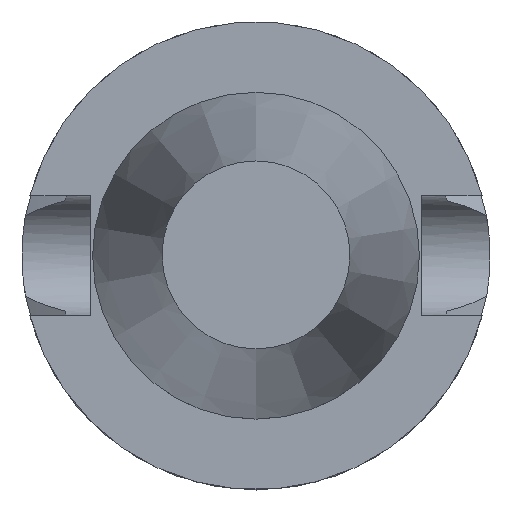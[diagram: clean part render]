
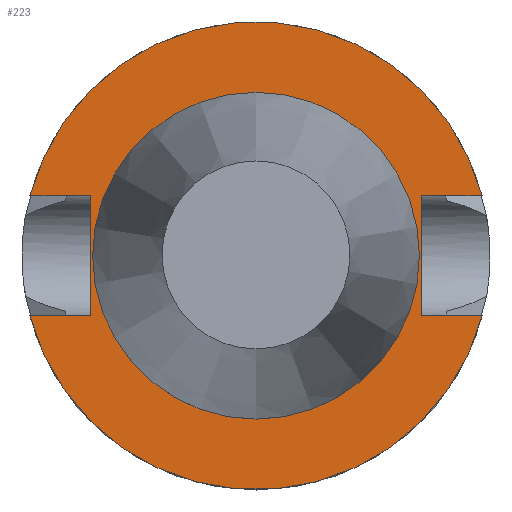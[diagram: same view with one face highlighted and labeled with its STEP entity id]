
A CAD part, top view. The second image highlights one B-rep face of the part: STEP entity #223.
In plain terms, the highlighted planar face has unit normal (0, 0, 1).
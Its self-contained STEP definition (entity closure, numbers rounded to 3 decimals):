
#119=EDGE_CURVE('240[2]',#347,#348,#349,.T.);
#132=EDGE_CURVE('240[2]',#348,#370,#371,.T.);
#145=EDGE_CURVE('240[2]',#391,#366,#392,.T.);
#223=ADVANCED_FACE('240[2]',(#505,#506),#507,.T.);
#244=EDGE_CURVE('240[2]',#535,#535,#536,.T.);
#263=EDGE_CURVE('240[2]',#347,#550,#562,.T.);
#269=EDGE_CURVE('240[2]',#388,#550,#569,.T.);
#281=EDGE_CURVE('240[2]',#391,#557,#584,.T.);
#287=EDGE_CURVE('240[2]',#557,#388,#592,.T.);
#306=EDGE_CURVE('240[2]',#370,#366,#614,.T.);
#347=VERTEX_POINT('',#650);
#348=VERTEX_POINT('',#651);
#349=LINE('',#652,#653);
#366=VERTEX_POINT('',#674);
#370=VERTEX_POINT('',#680);
#371=LINE('',#681,#682);
#388=VERTEX_POINT('',#704);
#391=VERTEX_POINT('',#709);
#392=CIRCLE('',#710,50.);
#505=FACE_OUTER_BOUND('',#898,.T.);
#506=FACE_BOUND('',#899,.T.);
#507=PLANE('',#900);
#535=VERTEX_POINT('',#975);
#536=CIRCLE('',#976,34.925);
#550=VERTEX_POINT('',#1003);
#557=VERTEX_POINT('',#1013);
#562=CIRCLE('',#1032,50.);
#569=LINE('',#1051,#1052);
#584=LINE('',#1072,#1073);
#592=LINE('',#1150,#1151);
#614=LINE('',#1212,#1213);
#650=CARTESIAN_POINT('',(-48.321,12.85,-1.5));
#651=CARTESIAN_POINT('',(-35.4,12.85,-1.5));
#652=CARTESIAN_POINT('',(-17.7,12.85,-1.5));
#653=VECTOR('',#1338,1.0);
#674=CARTESIAN_POINT('',(-48.321,-12.85,-1.5));
#680=CARTESIAN_POINT('',(-35.4,-12.85,-1.5));
#681=CARTESIAN_POINT('',(-35.4,14.806,-1.5));
#682=VECTOR('',#1361,1.0);
#704=CARTESIAN_POINT('',(35.4,12.85,-1.5));
#709=CARTESIAN_POINT('',(48.321,-12.85,-1.5));
#710=AXIS2_PLACEMENT_3D('',#1380,#1381,#1382);
#898=EDGE_LOOP('',(#1511,#1512,#1513,#1514,#1515,#1516,#1517,#1518));
#899=EDGE_LOOP('',(#1519));
#900=AXIS2_PLACEMENT_3D('',#1520,#1521,#1522);
#975=CARTESIAN_POINT('',(0.,34.925,-1.5));
#976=AXIS2_PLACEMENT_3D('',#1556,#1557,#1558);
#1003=CARTESIAN_POINT('',(48.321,12.85,-1.5));
#1013=CARTESIAN_POINT('',(35.4,-12.85,-1.5));
#1032=AXIS2_PLACEMENT_3D('',#1585,#1586,#1587);
#1051=CARTESIAN_POINT('',(17.7,12.85,-1.5));
#1052=VECTOR('',#1591,1.0);
#1072=CARTESIAN_POINT('',(17.7,-12.85,-1.5));
#1073=VECTOR('',#1620,1.0);
#1150=CARTESIAN_POINT('',(35.4,21.231,-1.5));
#1151=VECTOR('',#1622,1.0);
#1212=CARTESIAN_POINT('',(-17.7,-12.85,-1.5));
#1213=VECTOR('',#1638,1.0);
#1338=DIRECTION('',(1.0,-0.0,0.));
#1361=DIRECTION('',(0.0,-1.0,0.));
#1380=CARTESIAN_POINT('',(0.,0.,-1.5));
#1381=DIRECTION('',(0.,0.,-1.0));
#1382=DIRECTION('',(0.,1.0,0.));
#1511=ORIENTED_EDGE('',*,*,#306,.T.);
#1512=ORIENTED_EDGE('',*,*,#145,.F.);
#1513=ORIENTED_EDGE('',*,*,#281,.T.);
#1514=ORIENTED_EDGE('',*,*,#287,.T.);
#1515=ORIENTED_EDGE('',*,*,#269,.T.);
#1516=ORIENTED_EDGE('',*,*,#263,.F.);
#1517=ORIENTED_EDGE('',*,*,#119,.T.);
#1518=ORIENTED_EDGE('',*,*,#132,.T.);
#1519=ORIENTED_EDGE('',*,*,#244,.T.);
#1520=CARTESIAN_POINT('',(0.,42.463,-1.5));
#1521=DIRECTION('',(0.,0.,1.0));
#1522=DIRECTION('',(1.0,0.,0.0));
#1556=CARTESIAN_POINT('',(0.,0.,-1.5));
#1557=DIRECTION('',(0.,0.,-1.0));
#1558=DIRECTION('',(0.,1.0,0.));
#1585=CARTESIAN_POINT('',(0.,0.,-1.5));
#1586=DIRECTION('',(0.,0.,-1.0));
#1587=DIRECTION('',(0.,1.0,0.));
#1591=DIRECTION('',(1.0,-0.0,0.));
#1620=DIRECTION('',(-1.0,-0.0,0.));
#1622=DIRECTION('',(0.0,1.0,0.));
#1638=DIRECTION('',(-1.0,-0.0,0.));
